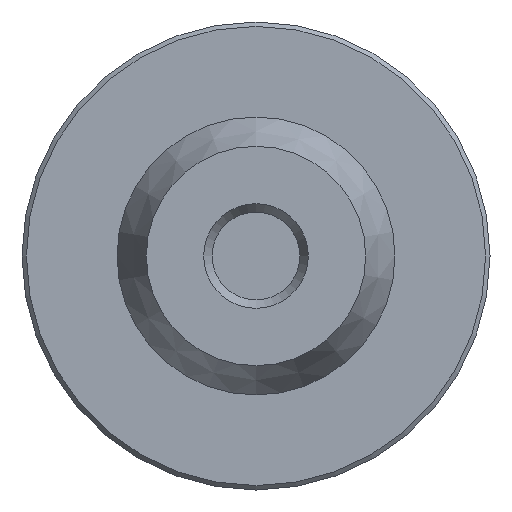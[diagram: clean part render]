
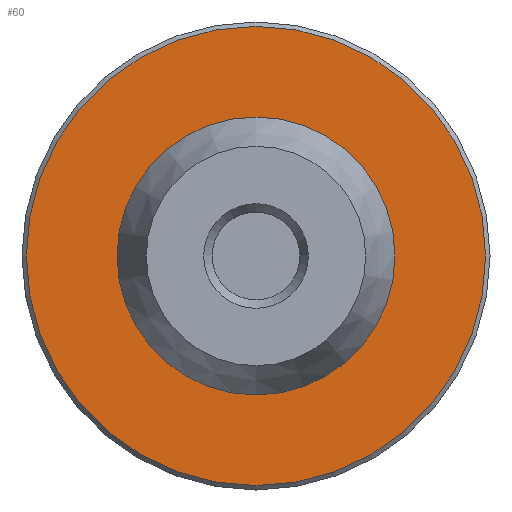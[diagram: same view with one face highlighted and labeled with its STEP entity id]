
A CAD part, left-side view. The second image highlights one B-rep face of the part: STEP entity #60.
In plain terms, the highlighted planar face has unit normal (-1, 0, 0).
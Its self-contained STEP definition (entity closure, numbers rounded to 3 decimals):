
#60 = ADVANCED_FACE( '', ( #127, #128 ), #129, .T. );
#127 = FACE_OUTER_BOUND( '', #415, .T. );
#128 = FACE_BOUND( '', #416, .T. );
#129 = PLANE( '', #417 );
#415 = EDGE_LOOP( '', ( #509 ) );
#416 = EDGE_LOOP( '', ( #510 ) );
#417 = AXIS2_PLACEMENT_3D( '', #511, #512, #513 );
#509 = ORIENTED_EDGE( '', *, *, #589, .T. );
#510 = ORIENTED_EDGE( '', *, *, #596, .F. );
#511 = CARTESIAN_POINT( '', ( -8.5, 0., 9.5 ) );
#512 = DIRECTION( '', ( -1., 0., 0. ) );
#513 = DIRECTION( '', ( 0., 0., 1. ) );
#589 = EDGE_CURVE( '', #646, #646, #647, .T. );
#596 = EDGE_CURVE( '', #656, #656, #657, .T. );
#646 = VERTEX_POINT( '', #948 );
#647 = CIRCLE( '', #949, 15.7 );
#656 = VERTEX_POINT( '', #958 );
#657 = CIRCLE( '', #959, 9.5 );
#948 = CARTESIAN_POINT( '', ( -8.5, 0., 15.7 ) );
#949 = AXIS2_PLACEMENT_3D( '', #1002, #1003, #1004 );
#958 = CARTESIAN_POINT( '', ( -8.5, 0., 9.5 ) );
#959 = AXIS2_PLACEMENT_3D( '', #1011, #1012, #1013 );
#1002 = CARTESIAN_POINT( '', ( -8.5, 0., 0. ) );
#1003 = DIRECTION( '', ( -1., 0., 0. ) );
#1004 = DIRECTION( '', ( 0., 0., 1. ) );
#1011 = CARTESIAN_POINT( '', ( -8.5, 0., 0. ) );
#1012 = DIRECTION( '', ( -1., 0., 0. ) );
#1013 = DIRECTION( '', ( 0., 0., 1. ) );
